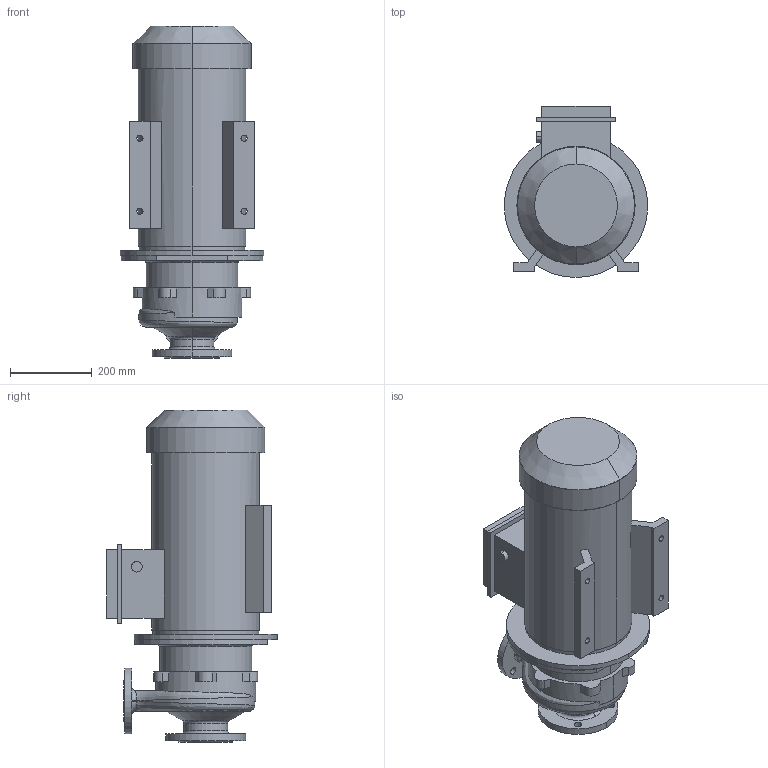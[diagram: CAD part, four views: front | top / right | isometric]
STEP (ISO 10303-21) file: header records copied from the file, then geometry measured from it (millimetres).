
FILE_DESCRIPTION (( 'STEP AP214' ), '1' );
FILE_NAME ('帎80-50-200 160S2.STEP', '2012-07-27T10:27:50', ( 'referent' ), ( '' ), 'SwSTEP 2.0', 'SolidWorks 2012', '' );
FILE_SCHEMA (( 'AUTOMOTIVE_DESIGN' ));
Length unit declared in the file: millimetre
Products named in the file (1): 帎80-50-200 160S2
Bounding box: 350 x 417 x 810 mm (x, y, z)
Volume: 44565681.4 mm3; surface area: 1495458.1 mm2
Topology: 2 solids, 2 shells, 180 faces, 457 edges, 297 vertices
Faces by surface type: plane 77, cylinder 74, bspline 12, cone 10, torus 7
Entity records: 10204 total; most frequent: CARTESIAN_POINT 3743, DIRECTION 941, ORIENTED_EDGE 914, EDGE_CURVE 457, AXIS2_PLACEMENT_3D 363, VERTEX_POINT 297, EDGE_LOOP 220, VECTOR 215
